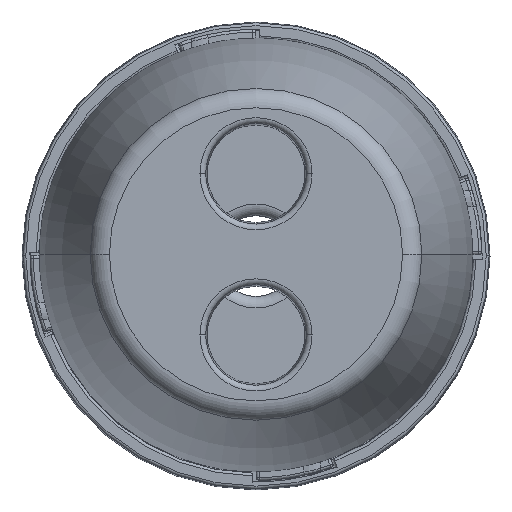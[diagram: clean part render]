
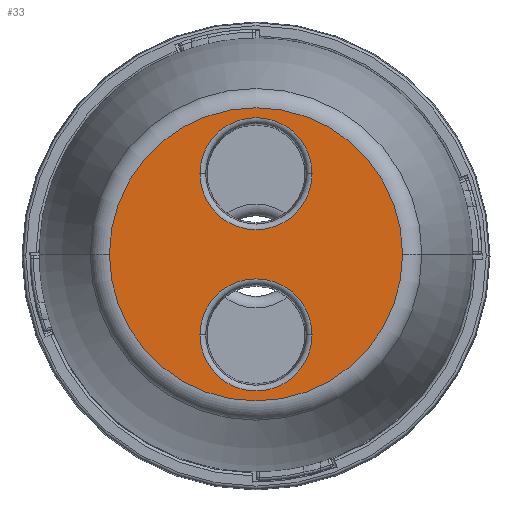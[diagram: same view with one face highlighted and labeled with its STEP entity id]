
A CAD part, top view. The second image highlights one B-rep face of the part: STEP entity #33.
In plain terms, the highlighted planar face has unit normal (0, 0, 1).
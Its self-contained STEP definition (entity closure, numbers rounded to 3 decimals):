
#33 = ADVANCED_FACE ( 'NONE', ( #2533, #2538, #2535 ), #7641, .T. ) ;
#489 = EDGE_CURVE ( 'NONE', #707, #713, #5011, .T. ) ;
#490 = EDGE_CURVE ( 'NONE', #710, #706, #5013, .T. ) ;
#492 = EDGE_CURVE ( 'NONE', #694, #696, #5016, .T. ) ;
#694 = VERTEX_POINT ( 'NONE', #6522 ) ;
#696 = VERTEX_POINT ( 'NONE', #6523 ) ;
#706 = VERTEX_POINT ( 'NONE', #6533 ) ;
#707 = VERTEX_POINT ( 'NONE', #6534 ) ;
#710 = VERTEX_POINT ( 'NONE', #6537 ) ;
#713 = VERTEX_POINT ( 'NONE', #6540 ) ;
#1569 = EDGE_CURVE ( 'NONE', #696, #694, #5261, .T. ) ;
#1580 = EDGE_CURVE ( 'NONE', #706, #710, #5268, .T. ) ;
#1582 = EDGE_CURVE ( 'NONE', #713, #707, #5272, .T. ) ;
#2198 = ORIENTED_EDGE ( 'NONE', *, *, #490, .T. ) ;
#2199 = ORIENTED_EDGE ( 'NONE', *, *, #1580, .T. ) ;
#2200 = ORIENTED_EDGE ( 'NONE', *, *, #489, .T. ) ;
#2201 = ORIENTED_EDGE ( 'NONE', *, *, #1582, .T. ) ;
#2202 = ORIENTED_EDGE ( 'NONE', *, *, #492, .F. ) ;
#2203 = ORIENTED_EDGE ( 'NONE', *, *, #1569, .F. ) ;
#2362 = EDGE_LOOP ( 'NONE', ( #2200, #2201 ) ) ;
#2364 = EDGE_LOOP ( 'NONE', ( #2202, #2203 ) ) ;
#2379 = EDGE_LOOP ( 'NONE', ( #2198, #2199 ) ) ;
#2533 = FACE_BOUND ( 'NONE', #2379, .T. ) ;
#2535 = FACE_OUTER_BOUND ( 'NONE', #2364, .T. ) ;
#2538 = FACE_BOUND ( 'NONE', #2362, .T. ) ;
#2702 = AXIS2_PLACEMENT_3D ( 'NONE', #7639, #7636, #7643 ) ;
#2957 = AXIS2_PLACEMENT_3D ( 'NONE', #5595, #5596, #5597 ) ;
#2958 = AXIS2_PLACEMENT_3D ( 'NONE', #5598, #5599, #5600 ) ;
#5011 = CIRCLE ( 'NONE', #2957, 9.734 ) ;
#5013 = CIRCLE ( 'NONE', #2958, 9.734 ) ;
#5016 = CIRCLE ( 'NONE', #5862, 25.448 ) ;
#5261 = CIRCLE ( 'NONE', #5964, 25.448 ) ;
#5268 = CIRCLE ( 'NONE', #5973, 9.734 ) ;
#5272 = CIRCLE ( 'NONE', #5975, 9.734 ) ;
#5595 = CARTESIAN_POINT ( 'NONE',  ( 0., -13.996, 183. ) ) ;
#5596 = DIRECTION ( 'NONE',  ( 0., 0., -1. ) ) ;
#5597 = DIRECTION ( 'NONE',  ( 1., 0., 0. ) ) ;
#5598 = CARTESIAN_POINT ( 'NONE',  ( 0., 13.996, 183. ) ) ;
#5599 = DIRECTION ( 'NONE',  ( 0., 0., -1. ) ) ;
#5600 = DIRECTION ( 'NONE',  ( 1., 0., 0. ) ) ;
#5604 = CARTESIAN_POINT ( 'NONE',  ( 0., 0., 183. ) ) ;
#5605 = DIRECTION ( 'NONE',  ( 0., 0., -1. ) ) ;
#5606 = DIRECTION ( 'NONE',  ( 1., 0., 0. ) ) ;
#5862 = AXIS2_PLACEMENT_3D ( 'NONE', #5604, #5605, #5606 ) ;
#5964 = AXIS2_PLACEMENT_3D ( 'NONE', #7171, #7172, #7173 ) ;
#5973 = AXIS2_PLACEMENT_3D ( 'NONE', #7208, #7209, #7210 ) ;
#5975 = AXIS2_PLACEMENT_3D ( 'NONE', #7216, #7217, #7218 ) ;
#6522 = CARTESIAN_POINT ( 'NONE',  ( 25.448, 0., 183. ) ) ;
#6523 = CARTESIAN_POINT ( 'NONE',  ( -25.448, 0., 183. ) ) ;
#6533 = CARTESIAN_POINT ( 'NONE',  ( -9.734, 13.996, 183. ) ) ;
#6534 = CARTESIAN_POINT ( 'NONE',  ( 9.734, -13.996, 183. ) ) ;
#6537 = CARTESIAN_POINT ( 'NONE',  ( 9.734, 13.996, 183. ) ) ;
#6540 = CARTESIAN_POINT ( 'NONE',  ( -9.734, -13.996, 183. ) ) ;
#7171 = CARTESIAN_POINT ( 'NONE',  ( 0., 0., 183. ) ) ;
#7172 = DIRECTION ( 'NONE',  ( 0., 0., -1. ) ) ;
#7173 = DIRECTION ( 'NONE',  ( 1., 0., 0. ) ) ;
#7208 = CARTESIAN_POINT ( 'NONE',  ( 0., 13.996, 183. ) ) ;
#7209 = DIRECTION ( 'NONE',  ( 0., 0., -1. ) ) ;
#7210 = DIRECTION ( 'NONE',  ( 1., 0., 0. ) ) ;
#7216 = CARTESIAN_POINT ( 'NONE',  ( 0., -13.996, 183. ) ) ;
#7217 = DIRECTION ( 'NONE',  ( 0., 0., -1. ) ) ;
#7218 = DIRECTION ( 'NONE',  ( 1., 0., 0. ) ) ;
#7636 = DIRECTION ( 'NONE',  ( 0., 0., 1. ) ) ;
#7639 = CARTESIAN_POINT ( 'NONE',  ( 76.345, -76.345, 183. ) ) ;
#7641 = PLANE ( 'NONE',  #2702 ) ;
#7643 = DIRECTION ( 'NONE',  ( 0., 1., 0. ) ) ;
